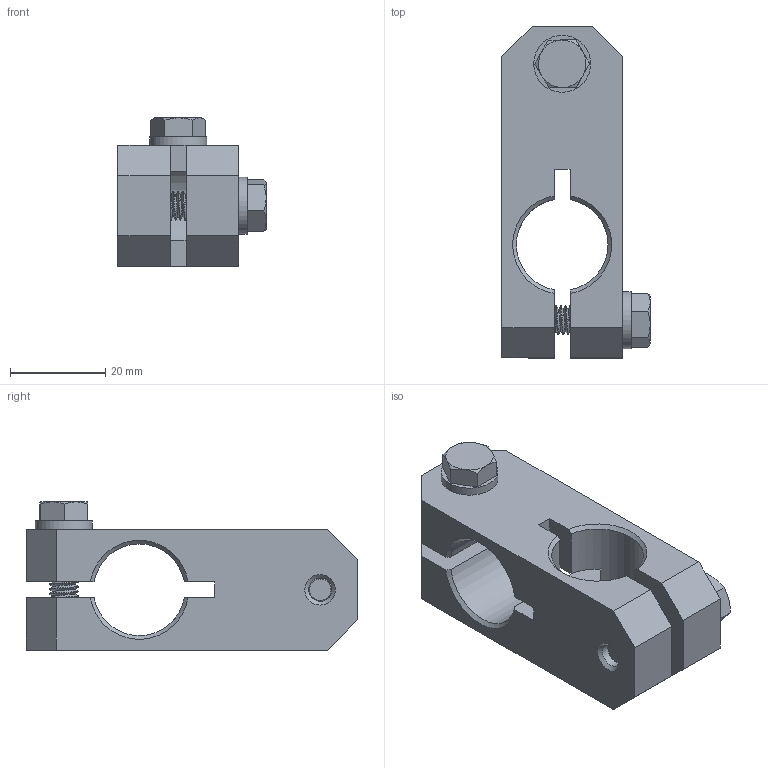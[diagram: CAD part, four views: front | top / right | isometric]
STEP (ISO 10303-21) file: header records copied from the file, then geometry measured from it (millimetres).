
FILE_DESCRIPTION(/* description */ (''),/* implementation_level */ '2;1');
FILE_NAME(/* name */ 'LA00001A.stp',/* time_stamp */ '2018-03-06T09:40:16-05:00',/* author */ ('James'),/* organization */ (''),/* preprocessor_version */ 'ST-DEVELOPER v16.5',/* originating_system */ 'Autodesk Inventor 2017',/* authorisation */ '');
FILE_SCHEMA (('AUTOMOTIVE_DESIGN { 1 0 10303 214 3 1 1 }'));
Length unit declared in the file: inch
Products named in the file (1): LA00001A
Bounding box: 31.2 x 69.85 x 31.2 mm (x, y, z)
Volume: 26283.6 mm3; surface area: 11876.9 mm2
Topology: 1 solids, 1 shells, 122 faces, 346 edges, 226 vertices
Faces by surface type: plane 54, cylinder 36, cone 28, bspline 4
Full cylindrical faces by diameter (mm): 4.928 x18, 6.4 x2, 12 x2
Entity records: 11480 total; most frequent: CARTESIAN_POINT 8971, ORIENTED_EDGE 536, DIRECTION 490, EDGE_CURVE 268, AXIS2_PLACEMENT_3D 187, VERTEX_POINT 180, EDGE_LOOP 128, LINE 116
